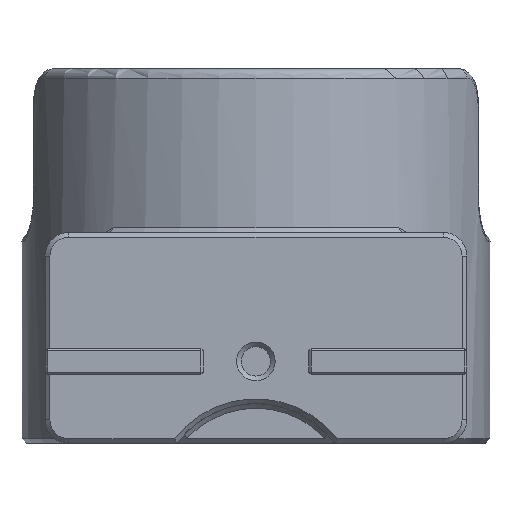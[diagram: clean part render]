
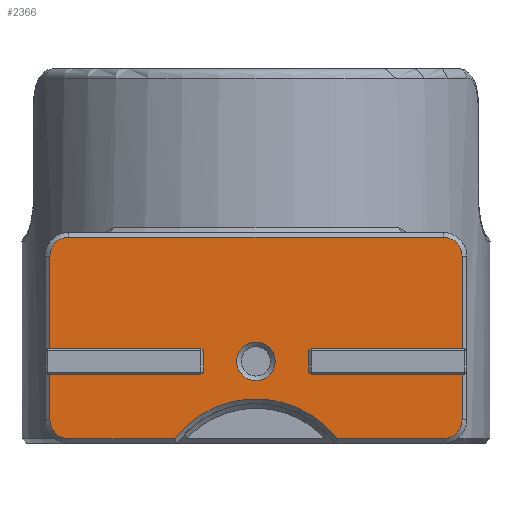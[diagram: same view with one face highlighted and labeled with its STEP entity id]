
A CAD part, left-side view. The second image highlights one B-rep face of the part: STEP entity #2366.
In plain terms, the highlighted planar face has unit normal (-1, 0, 0).
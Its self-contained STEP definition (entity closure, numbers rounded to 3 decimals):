
#44=FACE_BOUND('',#763,.T.);
#48=PLANE('',#2540);
#187=LINE('',#3535,#389);
#188=LINE('',#3539,#390);
#189=LINE('',#3543,#391);
#190=LINE('',#3545,#392);
#191=LINE('',#3547,#393);
#192=LINE('',#3549,#394);
#193=LINE('',#3551,#395);
#194=LINE('',#3553,#396);
#195=LINE('',#3555,#397);
#196=LINE('',#3559,#398);
#197=LINE('',#3563,#399);
#198=LINE('',#3567,#400);
#199=LINE('',#3569,#401);
#200=LINE('',#3571,#402);
#201=LINE('',#3573,#403);
#202=LINE('',#3575,#404);
#203=LINE('',#3576,#405);
#389=VECTOR('',#2829,10.);
#390=VECTOR('',#2832,10.);
#391=VECTOR('',#2835,10.);
#392=VECTOR('',#2836,10.);
#393=VECTOR('',#2837,10.);
#394=VECTOR('',#2838,10.);
#395=VECTOR('',#2839,10.);
#396=VECTOR('',#2840,10.);
#397=VECTOR('',#2841,10.);
#398=VECTOR('',#2844,10.);
#399=VECTOR('',#2847,10.);
#400=VECTOR('',#2850,10.);
#401=VECTOR('',#2851,10.);
#402=VECTOR('',#2852,10.);
#403=VECTOR('',#2853,10.);
#404=VECTOR('',#2854,10.);
#405=VECTOR('',#2855,10.);
#608=FACE_OUTER_BOUND('',#762,.T.);
#762=EDGE_LOOP('',(#1652,#1653,#1654,#1655,#1656,#1657,#1658,#1659,#1660,
#1661,#1662,#1663,#1664,#1665,#1666,#1667,#1668,#1669,#1670,#1671,#1672,
#1673));
#763=EDGE_LOOP('',(#1674));
#922=CIRCLE('',#2536,4.125);
#925=CIRCLE('',#2541,4.);
#926=CIRCLE('',#2542,4.);
#927=CIRCLE('',#2543,4.);
#928=CIRCLE('',#2544,22.);
#929=CIRCLE('',#2545,4.);
#1054=VERTEX_POINT('',#3523);
#1057=VERTEX_POINT('',#3533);
#1058=VERTEX_POINT('',#3534);
#1059=VERTEX_POINT('',#3536);
#1060=VERTEX_POINT('',#3538);
#1061=VERTEX_POINT('',#3540);
#1062=VERTEX_POINT('',#3542);
#1063=VERTEX_POINT('',#3544);
#1064=VERTEX_POINT('',#3546);
#1065=VERTEX_POINT('',#3548);
#1066=VERTEX_POINT('',#3550);
#1067=VERTEX_POINT('',#3552);
#1068=VERTEX_POINT('',#3554);
#1069=VERTEX_POINT('',#3556);
#1070=VERTEX_POINT('',#3558);
#1071=VERTEX_POINT('',#3560);
#1072=VERTEX_POINT('',#3562);
#1073=VERTEX_POINT('',#3564);
#1074=VERTEX_POINT('',#3566);
#1075=VERTEX_POINT('',#3568);
#1076=VERTEX_POINT('',#3570);
#1077=VERTEX_POINT('',#3572);
#1078=VERTEX_POINT('',#3574);
#1273=EDGE_CURVE('',#1054,#1054,#922,.T.);
#1278=EDGE_CURVE('',#1057,#1058,#187,.T.);
#1279=EDGE_CURVE('',#1059,#1057,#925,.T.);
#1280=EDGE_CURVE('',#1060,#1059,#188,.T.);
#1281=EDGE_CURVE('',#1061,#1060,#926,.T.);
#1282=EDGE_CURVE('',#1062,#1061,#189,.T.);
#1283=EDGE_CURVE('',#1062,#1063,#190,.T.);
#1284=EDGE_CURVE('',#1064,#1063,#191,.F.);
#1285=EDGE_CURVE('',#1064,#1065,#192,.T.);
#1286=EDGE_CURVE('',#1066,#1065,#193,.F.);
#1287=EDGE_CURVE('',#1066,#1067,#194,.T.);
#1288=EDGE_CURVE('',#1068,#1067,#195,.T.);
#1289=EDGE_CURVE('',#1069,#1068,#927,.T.);
#1290=EDGE_CURVE('',#1070,#1069,#196,.T.);
#1291=EDGE_CURVE('',#1071,#1070,#928,.T.);
#1292=EDGE_CURVE('',#1072,#1071,#197,.T.);
#1293=EDGE_CURVE('',#1073,#1072,#929,.T.);
#1294=EDGE_CURVE('',#1074,#1073,#198,.T.);
#1295=EDGE_CURVE('',#1074,#1075,#199,.T.);
#1296=EDGE_CURVE('',#1076,#1075,#200,.F.);
#1297=EDGE_CURVE('',#1076,#1077,#201,.T.);
#1298=EDGE_CURVE('',#1078,#1077,#202,.F.);
#1299=EDGE_CURVE('',#1078,#1058,#203,.T.);
#1652=ORIENTED_EDGE('',*,*,#1278,.F.);
#1653=ORIENTED_EDGE('',*,*,#1279,.F.);
#1654=ORIENTED_EDGE('',*,*,#1280,.F.);
#1655=ORIENTED_EDGE('',*,*,#1281,.F.);
#1656=ORIENTED_EDGE('',*,*,#1282,.F.);
#1657=ORIENTED_EDGE('',*,*,#1283,.T.);
#1658=ORIENTED_EDGE('',*,*,#1284,.F.);
#1659=ORIENTED_EDGE('',*,*,#1285,.T.);
#1660=ORIENTED_EDGE('',*,*,#1286,.F.);
#1661=ORIENTED_EDGE('',*,*,#1287,.T.);
#1662=ORIENTED_EDGE('',*,*,#1288,.F.);
#1663=ORIENTED_EDGE('',*,*,#1289,.F.);
#1664=ORIENTED_EDGE('',*,*,#1290,.F.);
#1665=ORIENTED_EDGE('',*,*,#1291,.F.);
#1666=ORIENTED_EDGE('',*,*,#1292,.F.);
#1667=ORIENTED_EDGE('',*,*,#1293,.F.);
#1668=ORIENTED_EDGE('',*,*,#1294,.F.);
#1669=ORIENTED_EDGE('',*,*,#1295,.T.);
#1670=ORIENTED_EDGE('',*,*,#1296,.F.);
#1671=ORIENTED_EDGE('',*,*,#1297,.T.);
#1672=ORIENTED_EDGE('',*,*,#1298,.F.);
#1673=ORIENTED_EDGE('',*,*,#1299,.T.);
#1674=ORIENTED_EDGE('',*,*,#1273,.F.);
#2366=ADVANCED_FACE('',(#608,#44),#48,.T.);
#2536=AXIS2_PLACEMENT_3D('',#3524,#2817,#2818);
#2540=AXIS2_PLACEMENT_3D('',#3532,#2827,#2828);
#2541=AXIS2_PLACEMENT_3D('',#3537,#2830,#2831);
#2542=AXIS2_PLACEMENT_3D('',#3541,#2833,#2834);
#2543=AXIS2_PLACEMENT_3D('',#3557,#2842,#2843);
#2544=AXIS2_PLACEMENT_3D('',#3561,#2845,#2846);
#2545=AXIS2_PLACEMENT_3D('',#3565,#2848,#2849);
#2817=DIRECTION('center_axis',(-1.,0.,0.));
#2818=DIRECTION('ref_axis',(0.,0.,
1.));
#2827=DIRECTION('center_axis',(-1.,0.,0.));
#2828=DIRECTION('ref_axis',(0.,-1.,0.));
#2829=DIRECTION('',(0.,0.,-1.));
#2830=DIRECTION('center_axis',(1.,0.,0.));
#2831=DIRECTION('ref_axis',(0.,-0.707,0.707));
#2832=DIRECTION('',(0.,-1.,0.));
#2833=DIRECTION('center_axis',(1.,0.,0.));
#2834=DIRECTION('ref_axis',(0.,0.707,0.707));
#2835=DIRECTION('',(0.,0.,1.));
#2836=DIRECTION('',(0.,-1.,0.));
#2837=DIRECTION('',(0.,-0.707,-0.707));
#2838=DIRECTION('',(0.,0.,-1.));
#2839=DIRECTION('',(0.,0.707,-0.707));
#2840=DIRECTION('',(0.,1.,0.));
#2841=DIRECTION('',(0.,0.,1.));
#2842=DIRECTION('center_axis',(1.,0.,0.));
#2843=DIRECTION('ref_axis',(0.,0.707,-0.707));
#2844=DIRECTION('',(0.,1.,0.));
#2845=DIRECTION('center_axis',(-1.,0.,0.));
#2846=DIRECTION('ref_axis',(0.,-0.714,0.7));
#2847=DIRECTION('',(0.,1.,0.));
#2848=DIRECTION('center_axis',(1.,0.,0.));
#2849=DIRECTION('ref_axis',(0.,-0.707,-0.707));
#2850=DIRECTION('',(0.,0.,-1.));
#2851=DIRECTION('',(0.,1.,0.));
#2852=DIRECTION('',(0.,0.707,0.707));
#2853=DIRECTION('',(0.,0.,1.));
#2854=DIRECTION('',(0.,-0.707,0.707));
#2855=DIRECTION('',(0.,-1.,0.));
#3523=CARTESIAN_POINT('',(-63.938,-5.312,45.875));
#3524=CARTESIAN_POINT('Origin',(-63.938,-5.312,50.));
#3532=CARTESIAN_POINT('Origin',(-63.938,39.65,32.5));
#3533=CARTESIAN_POINT('',(-63.938,-49.35,72.5));
#3534=CARTESIAN_POINT('',(-63.938,-49.35,52.8));
#3535=CARTESIAN_POINT('',(-63.938,-49.35,13.75));
#3536=CARTESIAN_POINT('',(-63.938,-45.35,76.5));
#3537=CARTESIAN_POINT('Origin',(-63.938,-45.35,72.5));
#3538=CARTESIAN_POINT('',(-63.938,34.65,76.5));
#3539=CARTESIAN_POINT('',(-63.938,17.15,76.5));
#3540=CARTESIAN_POINT('',(-63.938,38.65,72.5));
#3541=CARTESIAN_POINT('Origin',(-63.938,34.65,72.5));
#3542=CARTESIAN_POINT('',(-63.938,38.65,52.8));
#3543=CARTESIAN_POINT('',(-63.938,38.65,13.75));
#3544=CARTESIAN_POINT('',(-63.938,6.4,52.8));
#3545=CARTESIAN_POINT('',(-63.938,22.775,52.8));
#3546=CARTESIAN_POINT('',(-63.938,5.9,52.3));
#3547=CARTESIAN_POINT('',(-63.938,9.513,55.913));
#3548=CARTESIAN_POINT('',(-63.938,5.9,47.7));
#3549=CARTESIAN_POINT('',(-63.938,5.9,21.1));
#3550=CARTESIAN_POINT('',(-63.938,6.4,47.2));
#3551=CARTESIAN_POINT('',(-63.938,18.262,35.338));
#3552=CARTESIAN_POINT('',(-63.938,38.65,47.2));
#3553=CARTESIAN_POINT('',(-63.938,39.65,47.2));
#3554=CARTESIAN_POINT('',(-63.938,38.65,37.5));
#3555=CARTESIAN_POINT('',(-63.938,38.65,13.75));
#3556=CARTESIAN_POINT('',(-63.938,34.65,33.5));
#3557=CARTESIAN_POINT('Origin',(-63.938,34.65,37.5));
#3558=CARTESIAN_POINT('',(-63.938,12.059,33.5));
#3559=CARTESIAN_POINT('',(-63.938,17.15,33.5));
#3560=CARTESIAN_POINT('',(-63.938,-22.682,33.5));
#3561=CARTESIAN_POINT('Origin',(-63.938,-5.312,20.));
#3562=CARTESIAN_POINT('',(-63.938,-45.35,33.5));
#3563=CARTESIAN_POINT('',(-63.938,17.15,33.5));
#3564=CARTESIAN_POINT('',(-63.938,-49.35,37.5));
#3565=CARTESIAN_POINT('Origin',(-63.938,-45.35,37.5));
#3566=CARTESIAN_POINT('',(-63.938,-49.35,47.2));
#3567=CARTESIAN_POINT('',(-63.938,-49.35,13.75));
#3568=CARTESIAN_POINT('',(-63.938,-17.1,47.2));
#3569=CARTESIAN_POINT('',(-63.938,11.525,47.2));
#3570=CARTESIAN_POINT('',(-63.938,-16.6,47.7));
#3571=CARTESIAN_POINT('',(-63.938,-6.462,57.837));
#3572=CARTESIAN_POINT('',(-63.938,-16.6,52.3));
#3573=CARTESIAN_POINT('',(-63.938,-16.6,23.9));
#3574=CARTESIAN_POINT('',(-63.938,-17.1,52.8));
#3575=CARTESIAN_POINT('',(-63.938,2.287,33.413));
#3576=CARTESIAN_POINT('',(-63.938,-5.35,52.8));
